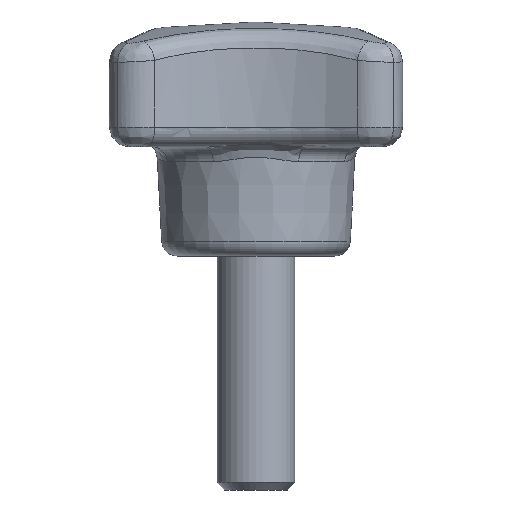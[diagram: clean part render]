
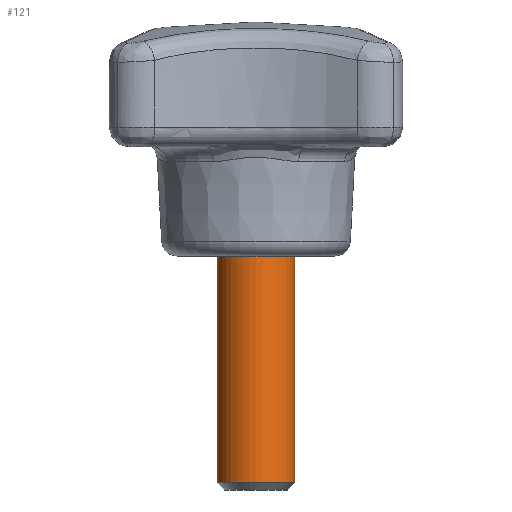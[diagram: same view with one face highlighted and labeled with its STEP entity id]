
A CAD part, front view. The second image highlights one B-rep face of the part: STEP entity #121.
In plain terms, the highlighted cylindrical face has radius 2.5 mm (diameter 5 mm), a full revolution.
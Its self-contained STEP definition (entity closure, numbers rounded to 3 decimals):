
#121 = ADVANCED_FACE( '', ( #272, #273 ), #274, .T. );
#272 = FACE_OUTER_BOUND( '', #1267, .T. );
#273 = FACE_OUTER_BOUND( '', #1268, .T. );
#274 = CYLINDRICAL_SURFACE( '', #1269, 2.5 );
#1267 = EDGE_LOOP( '', ( #2949 ) );
#1268 = EDGE_LOOP( '', ( #2950 ) );
#1269 = AXIS2_PLACEMENT_3D( '', #2951, #2952, #2953 );
#2949 = ORIENTED_EDGE( '', *, *, #3235, .T. );
#2950 = ORIENTED_EDGE( '', *, *, #3273, .T. );
#2951 = CARTESIAN_POINT( '', ( 0., 0., -15. ) );
#2952 = DIRECTION( '', ( 0., 0., -1. ) );
#2953 = DIRECTION( '', ( 1., 0., 0. ) );
#3235 = EDGE_CURVE( '', #3451, #3451, #3452, .F. );
#3273 = EDGE_CURVE( '', #3504, #3504, #3505, .F. );
#3451 = VERTEX_POINT( '', #4347 );
#3452 = CIRCLE( '', #4348, 2.5 );
#3504 = VERTEX_POINT( '', #4691 );
#3505 = CIRCLE( '', #4692, 2.5 );
#4347 = CARTESIAN_POINT( '', ( -2.5, 0., -14.5 ) );
#4348 = AXIS2_PLACEMENT_3D( '', #5198, #5199, #5200 );
#4691 = CARTESIAN_POINT( '', ( 2.5, 0., 0. ) );
#4692 = AXIS2_PLACEMENT_3D( '', #5250, #5251, #5252 );
#5198 = CARTESIAN_POINT( '', ( 0., 0., -14.5 ) );
#5199 = DIRECTION( '', ( 0., 0., -1. ) );
#5200 = DIRECTION( '', ( -1., 0., 0. ) );
#5250 = CARTESIAN_POINT( '', ( 0., 0., 0. ) );
#5251 = DIRECTION( '', ( 0., 0., 1. ) );
#5252 = DIRECTION( '', ( 1., 0., 0. ) );
